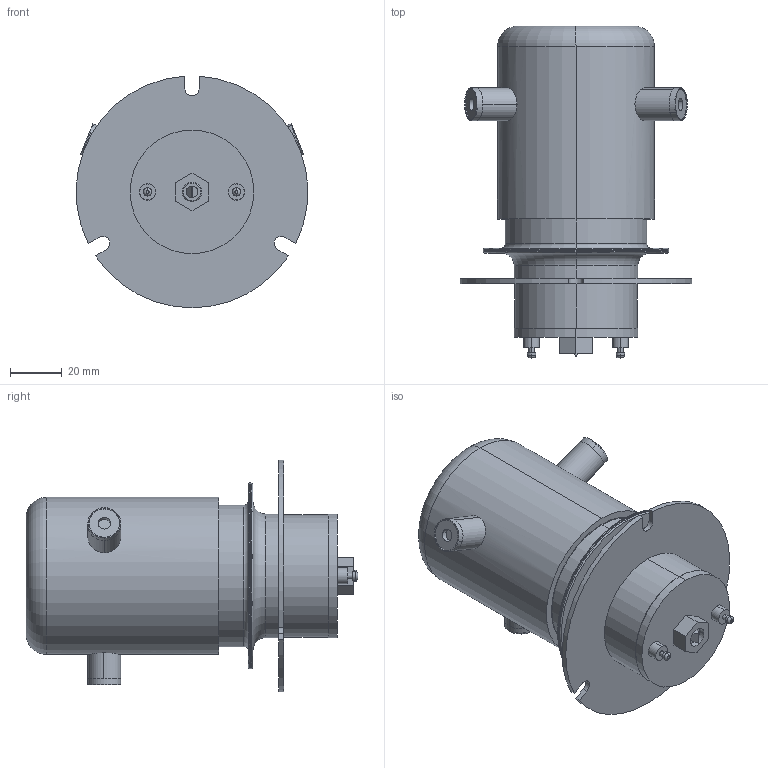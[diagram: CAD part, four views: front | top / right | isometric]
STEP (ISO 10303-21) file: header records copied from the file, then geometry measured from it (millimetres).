
FILE_DESCRIPTION (( 'STEP AP214' ), '1' );
FILE_NAME ('g50-52_step.STEP', '2012-08-10T16:15:55', ( 'RUlrich' ), ( 'Genco' ), 'SwSTEP 2.0', 'SolidWorks 2010', '' );
FILE_SCHEMA (( 'AUTOMOTIVE_DESIGN' ));
Length unit declared in the file: inch
Products named in the file (1): g50-52_step
Bounding box: 89.96 x 128.84 x 89.92 mm (x, y, z)
Volume: 130225.5 mm3; surface area: 71361.1 mm2
Topology: 14 solids, 14 shells, 156 faces, 331 edges, 214 vertices
Faces by surface type: cylinder 81, plane 55, torus 18, cone 2
Entity records: 7002 total; most frequent: CARTESIAN_POINT 1230, DIRECTION 813, ORIENTED_EDGE 662, AXIS2_PLACEMENT_3D 345, EDGE_CURVE 331, VERTEX_POINT 214, EDGE_LOOP 189, CIRCLE 188
